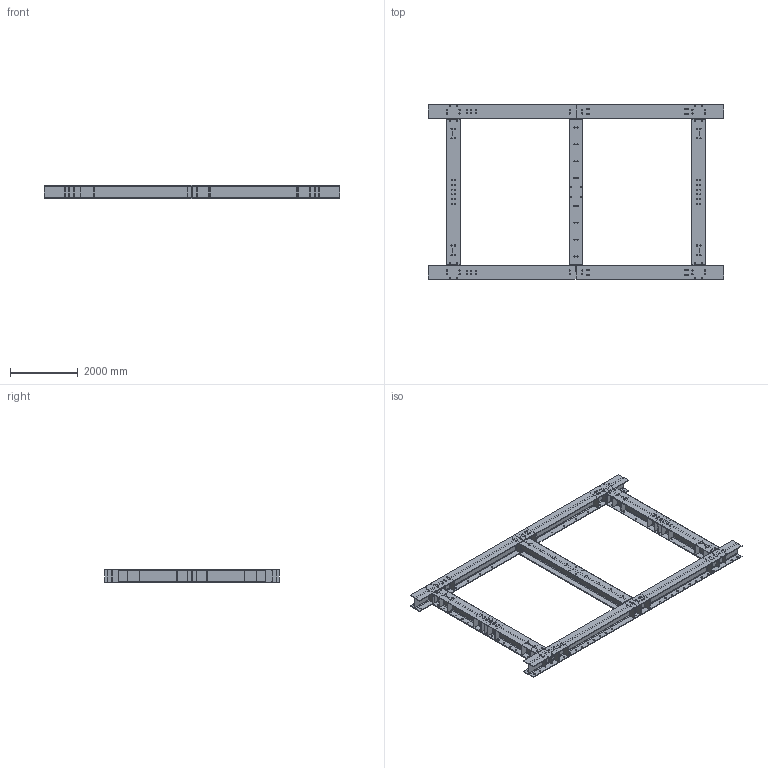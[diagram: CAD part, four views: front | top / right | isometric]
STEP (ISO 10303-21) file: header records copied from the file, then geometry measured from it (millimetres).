
FILE_DESCRIPTION(/* description */ (''),/* implementation_level */ '2;1');
FILE_NAME(/* name */ 'Ring beam.stp',/* time_stamp */ '2020-09-02T00:03:31+12:00',/* author */ ('OEM'),/* organization */ (''),/* preprocessor_version */ 'ST-DEVELOPER v18.1',/* originating_system */ 'Autodesk Inventor 2021',/* authorisation */ '');
FILE_SCHEMA (('AUTOMOTIVE_DESIGN { 1 0 10303 214 3 1 1 }'));
Length unit declared in the file: millimetre
Products named in the file (17): Ring beam; Ring beam_1; Ring beam layout; Frame0002; Skeleton0002; Steel400x400x13x21-4360 GB/T 11263; Steel400x400x13x21-4360 GB/T 11263_1; Steel400x400x13x21-4750 GB/T 11263; Steel400x400x13x21-4750 GB/T 11263_1; Steel400x400x13x21-4360 GB/T 11263_2; Steel400x400x13x21-4360 GB/T 11263_3; Steel400x400x13x21-4750 GB/T 11263_2; Ring beam stiffener; Ring beam stiffener3; Ring beam stiffener2; Ring beam stiffener16; Ring beam stiffener12
Assembly tree (95 placements, depth 3):
  Ring beam
    Ring beam_1
    Ring beam layout
    Frame0002
      Skeleton0002
      Steel400x400x13x21-4360 GB/T 11263
      Steel400x400x13x21-4360 GB/T 11263_1
      Steel400x400x13x21-4750 GB/T 11263
      Steel400x400x13x21-4750 GB/T 11263_1
      Steel400x400x13x21-4360 GB/T 11263_2
      Steel400x400x13x21-4360 GB/T 11263_3
      Steel400x400x13x21-4750 GB/T 11263_2
    Ring beam stiffener  x24
    Ring beam stiffener2  x8
    Ring beam stiffener3  x8
    Ring beam stiffener16  x24
    Ring beam stiffener12  x20
Bounding box: 8720 x 5150 x 400 mm (x, y, z)
Volume: 763327532.5 mm3; surface area: 85933795.3 mm2
Topology: 160 solids, 160 shells, 1483 faces, 3494 edges, 2320 vertices
Faces by surface type: plane 1175, cylinder 308
Full cylindrical faces by diameter (mm): 35 x210, 58 x42
Entity records: 27149 total; most frequent: DIRECTION 4613, CARTESIAN_POINT 4398, ORIENTED_EDGE 4126, EDGE_CURVE 2063, AXIS2_PLACEMENT_3D 1587, LINE 1439, VECTOR 1439, VERTEX_POINT 1354
